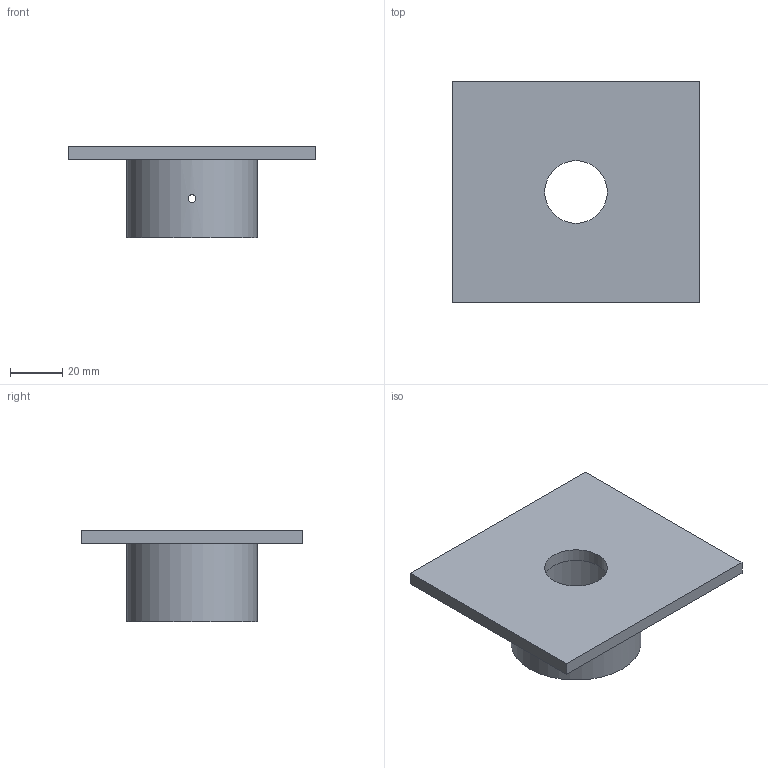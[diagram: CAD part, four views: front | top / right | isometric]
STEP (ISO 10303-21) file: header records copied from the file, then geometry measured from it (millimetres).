
FILE_DESCRIPTION(('FreeCAD Model'),'2;1');
FILE_NAME('soporte-tubo-superior.step','2020-10-03T12:22:51',('Author'),(''), 'Open CASCADE STEP processor 7.3','FreeCAD','Unknown');
FILE_SCHEMA(('AUTOMOTIVE_DESIGN { 1 0 10303 214 1 1 1 1 }'));
Length unit declared in the file: millimetre
Products named in the file (1): soporte-tubo-superior-e
Bounding box: 95 x 85 x 35 mm (x, y, z)
Volume: 58303.3 mm3; surface area: 26013 mm2
Topology: 1 solids, 1 shells, 13 faces, 27 edges, 18 vertices
Faces by surface type: plane 8, cylinder 5
Full cylindrical faces by diameter (mm): 3 x2, 24 x1, 40.5 x1, 50 x1
Entity records: 1595 total; most frequent: CARTESIAN_POINT 1013, DIRECTION 99, LINE 57, VECTOR 57, ORIENTED_EDGE 54, PCURVE 54, DEFINITIONAL_REPRESENTATION 54, EDGE_CURVE 27
